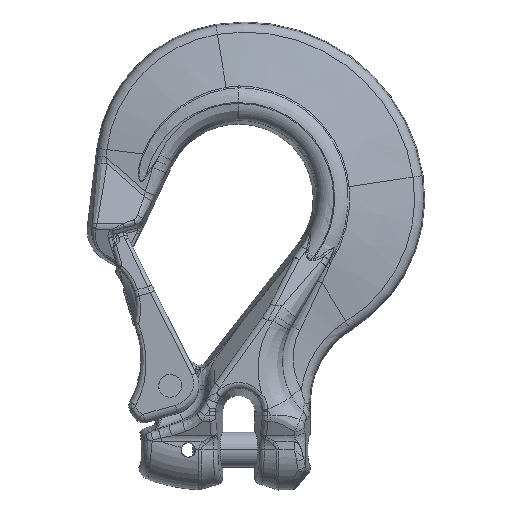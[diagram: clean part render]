
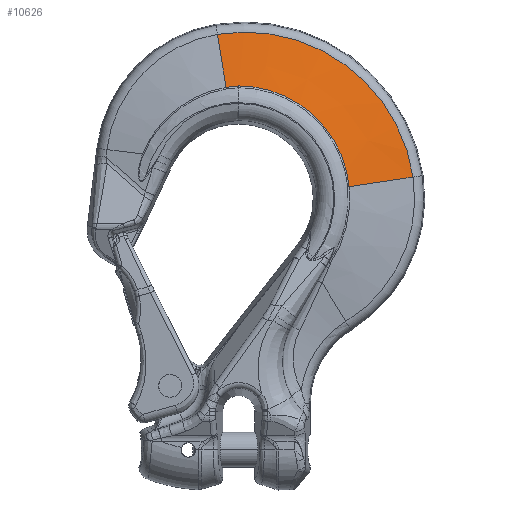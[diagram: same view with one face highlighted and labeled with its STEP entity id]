
A CAD part, front view. The second image highlights one B-rep face of the part: STEP entity #10626.
In plain terms, the highlighted conical face has half-angle 78.408 degrees and reference radius 96.348 mm.
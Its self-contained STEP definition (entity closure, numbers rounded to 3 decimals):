
#1122=DIRECTION('',(0.158,-0.201,-0.967));
#1123=VECTOR('',#1122,38.302);
#1124=CARTESIAN_POINT('',(-15.004,-11.449,
114.717));
#1125=LINE('',#1124,#1123);
#1141=DIRECTION('',(-0.969,-0.201,-0.145));
#1142=VECTOR('',#1141,46.116);
#1143=CARTESIAN_POINT('',(121.828,-11.449,14.91));
#1144=LINE('',#1143,#1142);
#1145=CARTESIAN_POINT('',(77.148,-20.716,8.237));
#1146=CARTESIAN_POINT('',(76.775,-20.676,12.04));
#1147=CARTESIAN_POINT('',(75.465,-20.592,19.585));
#1148=CARTESIAN_POINT('',(71.876,-20.447,30.491));
#1149=CARTESIAN_POINT('',(66.734,-20.289,40.75));
#1150=CARTESIAN_POINT('',(60.151,-20.123,50.144));
#1151=CARTESIAN_POINT('',(52.268,-19.951,58.475));
#1152=CARTESIAN_POINT('',(43.253,-19.778,65.565));
#1153=CARTESIAN_POINT('',(33.297,-19.606,71.263));
#1154=CARTESIAN_POINT('',(22.613,-19.441,75.446));
#1155=CARTESIAN_POINT('',(11.429,-19.284,78.026));
#1156=CARTESIAN_POINT('',(3.796,-19.188,78.636));
#1157=CARTESIAN_POINT('',(-0.02,-19.142,
78.664));
#1159=CARTESIAN_POINT('',(-0.02,-19.142,
78.664));
#1160=CARTESIAN_POINT('',(-1.025,-19.141,
78.616));
#1161=CARTESIAN_POINT('',(-3.028,-19.14,
78.48));
#1162=CARTESIAN_POINT('',(-6.006,-19.141,
78.154));
#1163=CARTESIAN_POINT('',(-7.97,-19.144,
77.857));
#1164=CARTESIAN_POINT('',(-8.946,-19.146,
77.688));
#1166=CARTESIAN_POINT('',(4.197,-11.449,
-2.659));
#1167=DIRECTION('',(0.,-1.,0.));
#1168=DIRECTION('',(0.989,0.,0.148));
#1169=AXIS2_PLACEMENT_3D('',#1166,#1167,#1168);
#2129=CARTESIAN_POINT('',(77.148,-20.716,8.237));
#7240=CARTESIAN_POINT('',(121.828,-11.449,14.91));
#7241=VERTEX_POINT('',#7240);
#7246=VERTEX_POINT('',#2129);
#7427=CARTESIAN_POINT('',(-15.004,-11.449,
114.717));
#7428=VERTEX_POINT('',#7427);
#7429=VERTEX_POINT('',#1157);
#7430=VERTEX_POINT('',#1164);
#10610=CARTESIAN_POINT('',(4.197,-16.082,
-2.659));
#10611=DIRECTION('',(0.,1.,0.));
#10612=DIRECTION('',(0.989,0.,0.148));
#10613=AXIS2_PLACEMENT_3D('',#10610,#10611,#10612);
#10614=CONICAL_SURFACE('',#10613,96.348,78.408);
#10616=ORIENTED_EDGE('',*,*,#10615,.F.);
#10618=ORIENTED_EDGE('',*,*,#10617,.T.);
#10620=ORIENTED_EDGE('',*,*,#10619,.T.);
#10622=ORIENTED_EDGE('',*,*,#10621,.T.);
#10623=ORIENTED_EDGE('',*,*,#10602,.F.);
#10624=EDGE_LOOP('',(#10616,#10618,#10620,#10622,#10623));
#10625=FACE_OUTER_BOUND('',#10624,.F.);
#10626=ADVANCED_FACE('',(#10625),#10614,.T.);
#1158=B_SPLINE_CURVE_WITH_KNOTS('',3,(#1145,#1146,#1147,#1148,#1149,#1150,#1151,
#1152,#1153,#1154,#1155,#1156,#1157),.UNSPECIFIED.,.F.,.F.,(4,1,1,1,1,1,1,1,1,1,
4),(0.,0.1,0.2,0.3,0.4,0.5,0.6,0.7,0.8,0.9,1.),
.UNSPECIFIED.);
#1165=B_SPLINE_CURVE_WITH_KNOTS('',3,(#1159,#1160,#1161,#1162,#1163,#1164),
.UNSPECIFIED.,.F.,.F.,(4,1,1,4),(0.,0.333,0.667,1.),
.UNSPECIFIED.);
#1170=CIRCLE('',#1169,118.936);
#10602=EDGE_CURVE('',#7428,#7430,#1125,.T.);
#10615=EDGE_CURVE('',#7241,#7428,#1170,.T.);
#10617=EDGE_CURVE('',#7241,#7246,#1144,.T.);
#10619=EDGE_CURVE('',#7246,#7429,#1158,.T.);
#10621=EDGE_CURVE('',#7429,#7430,#1165,.T.);
